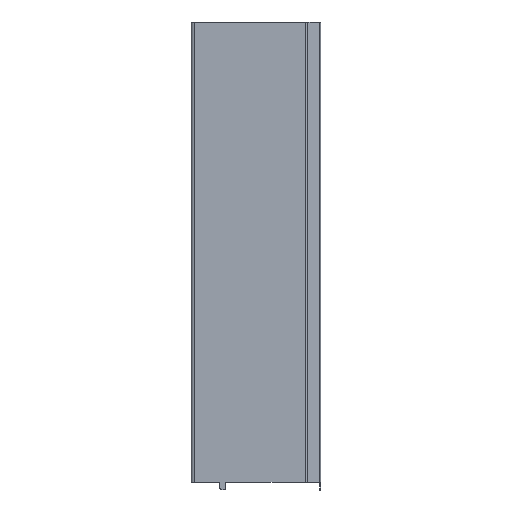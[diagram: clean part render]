
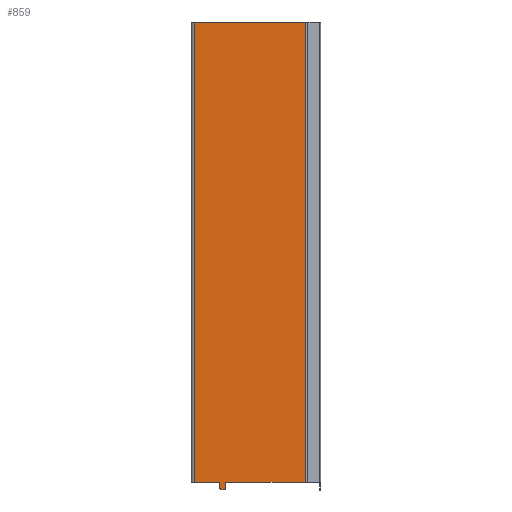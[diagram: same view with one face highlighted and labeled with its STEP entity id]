
A CAD part, top view. The second image highlights one B-rep face of the part: STEP entity #859.
In plain terms, the highlighted planar face has unit normal (0, 0, 1).
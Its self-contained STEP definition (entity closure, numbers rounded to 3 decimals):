
#34=PLANE('',#930);
#63=FACE_OUTER_BOUND('',#106,.T.);
#106=EDGE_LOOP('',(#628,#629,#630,#631,#632,#633,#634,#635,#636,#637,#638,
#639));
#169=LINE('',#1308,#260);
#174=LINE('',#1325,#265);
#175=LINE('',#1328,#266);
#176=LINE('',#1330,#267);
#177=LINE('',#1332,#268);
#178=LINE('',#1334,#269);
#179=LINE('',#1338,#270);
#180=LINE('',#1342,#271);
#181=LINE('',#1344,#272);
#182=LINE('',#1345,#273);
#260=VECTOR('',#1038,10.);
#265=VECTOR('',#1057,10.);
#266=VECTOR('',#1060,10.);
#267=VECTOR('',#1061,10.);
#268=VECTOR('',#1062,1000.);
#269=VECTOR('',#1063,1000.);
#270=VECTOR('',#1066,1000.);
#271=VECTOR('',#1069,10.);
#272=VECTOR('',#1070,10.);
#273=VECTOR('',#1071,10.);
#346=CIRCLE('',#931,1.);
#347=CIRCLE('',#932,1.);
#394=VERTEX_POINT('',#1305);
#395=VERTEX_POINT('',#1307);
#400=VERTEX_POINT('',#1323);
#401=VERTEX_POINT('',#1327);
#402=VERTEX_POINT('',#1329);
#403=VERTEX_POINT('',#1331);
#404=VERTEX_POINT('',#1333);
#405=VERTEX_POINT('',#1335);
#406=VERTEX_POINT('',#1337);
#407=VERTEX_POINT('',#1339);
#408=VERTEX_POINT('',#1341);
#409=VERTEX_POINT('',#1343);
#482=EDGE_CURVE('',#394,#395,#169,.T.);
#491=EDGE_CURVE('',#395,#400,#174,.T.);
#492=EDGE_CURVE('',#401,#394,#175,.T.);
#493=EDGE_CURVE('',#402,#401,#176,.T.);
#494=EDGE_CURVE('',#403,#402,#177,.T.);
#495=EDGE_CURVE('',#404,#403,#178,.T.);
#496=EDGE_CURVE('',#405,#404,#346,.T.);
#497=EDGE_CURVE('',#405,#406,#179,.T.);
#498=EDGE_CURVE('',#407,#406,#347,.T.);
#499=EDGE_CURVE('',#407,#408,#180,.T.);
#500=EDGE_CURVE('',#408,#409,#181,.T.);
#501=EDGE_CURVE('',#400,#409,#182,.T.);
#628=ORIENTED_EDGE('',*,*,#491,.F.);
#629=ORIENTED_EDGE('',*,*,#482,.F.);
#630=ORIENTED_EDGE('',*,*,#492,.F.);
#631=ORIENTED_EDGE('',*,*,#493,.F.);
#632=ORIENTED_EDGE('',*,*,#494,.F.);
#633=ORIENTED_EDGE('',*,*,#495,.F.);
#634=ORIENTED_EDGE('',*,*,#496,.F.);
#635=ORIENTED_EDGE('',*,*,#497,.T.);
#636=ORIENTED_EDGE('',*,*,#498,.F.);
#637=ORIENTED_EDGE('',*,*,#499,.T.);
#638=ORIENTED_EDGE('',*,*,#500,.T.);
#639=ORIENTED_EDGE('',*,*,#501,.F.);
#859=ADVANCED_FACE('',(#63),#34,.F.);
#930=AXIS2_PLACEMENT_3D('',#1326,#1058,#1059);
#931=AXIS2_PLACEMENT_3D('',#1336,#1064,#1065);
#932=AXIS2_PLACEMENT_3D('',#1340,#1067,#1068);
#1038=DIRECTION('',(1.,0.,0.));
#1057=DIRECTION('',(0.,-1.,0.));
#1058=DIRECTION('center_axis',(0.,0.,-1.));
#1059=DIRECTION('ref_axis',(-1.,0.,0.));
#1060=DIRECTION('',(0.,1.,0.));
#1061=DIRECTION('',(-1.,0.,0.));
#1062=DIRECTION('',(-1.,0.,0.));
#1063=DIRECTION('',(0.,1.,0.));
#1064=DIRECTION('center_axis',(0.,0.,-1.));
#1065=DIRECTION('ref_axis',(-0.707,-0.707,0.));
#1066=DIRECTION('',(1.,0.,0.));
#1067=DIRECTION('center_axis',(0.,0.,-1.));
#1068=DIRECTION('ref_axis',(0.707,-0.707,0.));
#1069=DIRECTION('',(0.,1.,0.));
#1070=DIRECTION('',(1.,0.,0.));
#1071=DIRECTION('',(-1.,0.,0.));
#1305=CARTESIAN_POINT('',(-56.6,0.,53.97));
#1307=CARTESIAN_POINT('',(0.337,0.,53.97));
#1308=CARTESIAN_POINT('',(-17.293,0.,53.97));
#1323=CARTESIAN_POINT('',(0.337,-235.,53.97));
#1325=CARTESIAN_POINT('',(0.337,-117.5,53.97));
#1326=CARTESIAN_POINT('Origin',(-7.249,-235.,53.97));
#1327=CARTESIAN_POINT('',(-56.6,-235.,53.97));
#1328=CARTESIAN_POINT('',(-56.6,-1.,53.97));
#1329=CARTESIAN_POINT('',(-55.4,-235.,53.97));
#1330=CARTESIAN_POINT('',(-31.324,-235.,53.97));
#1331=CARTESIAN_POINT('',(-43.6,-235.,53.97));
#1332=CARTESIAN_POINT('',(-7.249,-235.,53.97));
#1333=CARTESIAN_POINT('',(-43.6,-238.,53.97));
#1334=CARTESIAN_POINT('',(-43.6,-224.8,53.97));
#1335=CARTESIAN_POINT('',(-42.6,-239.,53.97));
#1336=CARTESIAN_POINT('Origin',(-42.6,-238.,53.97));
#1337=CARTESIAN_POINT('',(-41.6,-239.,53.97));
#1338=CARTESIAN_POINT('',(-42.4,-239.,53.97));
#1339=CARTESIAN_POINT('',(-40.6,-238.,53.97));
#1340=CARTESIAN_POINT('Origin',(-41.6,-238.,53.97));
#1341=CARTESIAN_POINT('',(-40.6,-235.,53.97));
#1342=CARTESIAN_POINT('',(-40.6,-235.,53.97));
#1343=CARTESIAN_POINT('',(-7.663,-235.,53.97));
#1344=CARTESIAN_POINT('',(-23.824,-235.,53.97));
#1345=CARTESIAN_POINT('',(-4.424,-235.,53.97));
